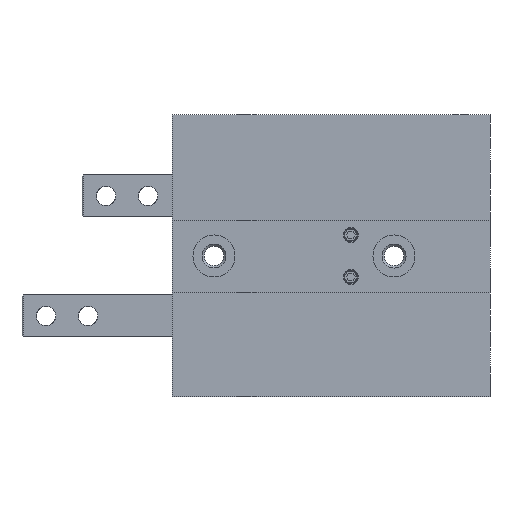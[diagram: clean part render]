
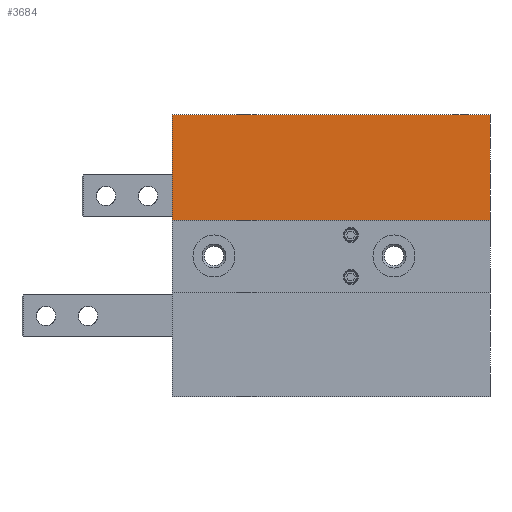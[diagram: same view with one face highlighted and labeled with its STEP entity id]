
A CAD part, left-side view. The second image highlights one B-rep face of the part: STEP entity #3684.
In plain terms, the highlighted face is planar.
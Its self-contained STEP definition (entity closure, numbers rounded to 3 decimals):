
#186=LINE('',#5636,#510);
#187=LINE('',#5639,#511);
#188=LINE('',#5641,#512);
#189=LINE('',#5643,#513);
#510=VECTOR('',#4435,1000.);
#511=VECTOR('',#4436,1000.);
#512=VECTOR('',#4437,1000.);
#513=VECTOR('',#4438,1000.);
#848=ORIENTED_EDGE('',*,*,#1818,.T.);
#849=ORIENTED_EDGE('',*,*,#1819,.F.);
#850=ORIENTED_EDGE('',*,*,#1820,.F.);
#851=ORIENTED_EDGE('',*,*,#1821,.T.);
#1818=EDGE_CURVE('',#2303,#2304,#186,.T.);
#1819=EDGE_CURVE('',#2305,#2304,#187,.T.);
#1820=EDGE_CURVE('',#2306,#2305,#188,.T.);
#1821=EDGE_CURVE('',#2306,#2303,#189,.T.);
#2303=VERTEX_POINT('',#5637);
#2304=VERTEX_POINT('',#5638);
#2305=VERTEX_POINT('',#5640);
#2306=VERTEX_POINT('',#5642);
#2776=EDGE_LOOP('',(#848,#849,#850,#851));
#3155=FACE_BOUND('',#2776,.T.);
#3525=PLANE('',#3980);
#3684=ADVANCED_FACE('',(#3155),#3525,.F.);
#3980=AXIS2_PLACEMENT_3D('',#5635,#4433,#4434);
#4433=DIRECTION('',(0.,0.,1.));
#4434=DIRECTION('',(1.,0.,0.));
#4435=DIRECTION('',(-1.,0.,0.));
#4436=DIRECTION('',(0.,-1.,0.));
#4437=DIRECTION('',(-1.,0.,0.));
#4438=DIRECTION('',(0.,-1.,0.));
#5635=CARTESIAN_POINT('',(-6.,53.,-8.8));
#5636=CARTESIAN_POINT('',(-6.,0.,-8.8));
#5637=CARTESIAN_POINT('',(-6.,0.,-8.8));
#5638=CARTESIAN_POINT('',(-23.5,0.,-8.8));
#5639=CARTESIAN_POINT('',(-23.5,53.,-8.8));
#5640=CARTESIAN_POINT('',(-23.5,53.,-8.8));
#5641=CARTESIAN_POINT('',(-6.,53.,-8.8));
#5642=CARTESIAN_POINT('',(-6.,53.,-8.8));
#5643=CARTESIAN_POINT('',(-6.,53.,-8.8));
